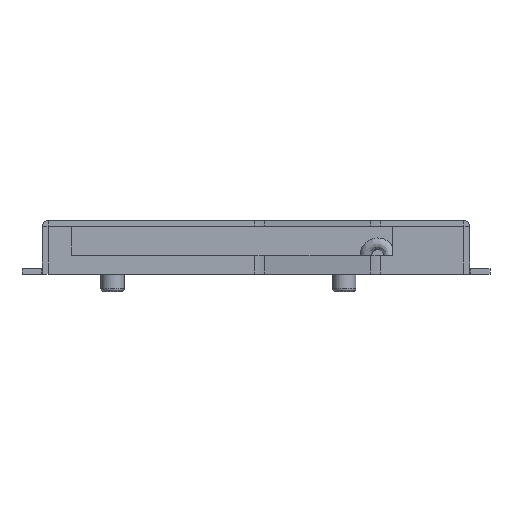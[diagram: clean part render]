
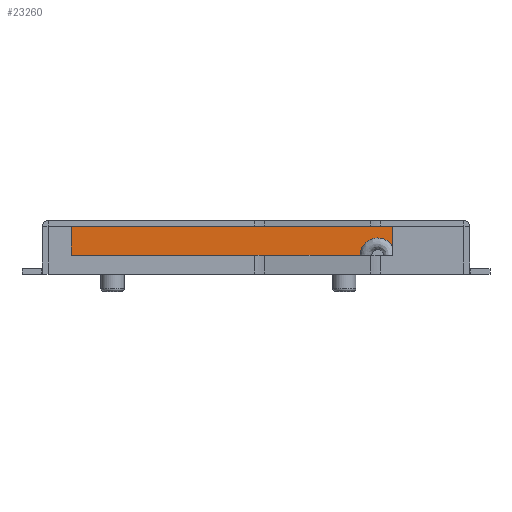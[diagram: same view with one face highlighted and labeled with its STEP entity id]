
A CAD part, front view. The second image highlights one B-rep face of the part: STEP entity #23260.
In plain terms, the highlighted planar face has unit normal (0, -1, 0).
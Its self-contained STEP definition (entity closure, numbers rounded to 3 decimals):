
#1412 = CARTESIAN_POINT ( 'NONE',  ( -6.375, 6.75, -0.2 ) ) ;
#2113 = EDGE_CURVE ( 'NONE', #23365, #9364, #14131, .T. ) ;
#2614 = EDGE_CURVE ( 'NONE', #9364, #19790, #14217, .T. ) ;
#2781 = CARTESIAN_POINT ( 'NONE',  ( 4.725, 6.75, -0.2 ) ) ;
#4566 = CARTESIAN_POINT ( 'NONE',  ( 4.725, 6.75, -1.2 ) ) ;
#8936 = FACE_OUTER_BOUND ( 'NONE', #19901, .T. ) ;
#9364 = VERTEX_POINT ( 'NONE', #1412 ) ;
#9417 = CARTESIAN_POINT ( 'NONE',  ( -6.375, 6.75, -1.2 ) ) ;
#11117 = PLANE ( 'NONE',  #15081 ) ;
#12022 = ORIENTED_EDGE ( 'NONE', *, *, #2113, .T. ) ;
#14131 = LINE ( 'NONE', #32049, #17734 ) ;
#14217 = LINE ( 'NONE', #16829, #14682 ) ;
#14682 = VECTOR ( 'NONE', #26968, 1000. ) ;
#14916 = CARTESIAN_POINT ( 'NONE',  ( 4.725, 6.75, -0.2 ) ) ;
#15081 = AXIS2_PLACEMENT_3D ( 'NONE', #21220, #16401, #23548 ) ;
#15598 = DIRECTION ( 'NONE',  ( 0., 0., 1. ) ) ;
#16029 = ORIENTED_EDGE ( 'NONE', *, *, #2614, .T. ) ;
#16401 = DIRECTION ( 'NONE',  ( 0., -1., 0. ) ) ;
#16742 = DIRECTION ( 'NONE',  ( -1., 0., 0. ) ) ;
#16829 = CARTESIAN_POINT ( 'NONE',  ( -6.375, 6.75, -0.2 ) ) ;
#17734 = VECTOR ( 'NONE', #16742, 1000. ) ;
#18756 = LINE ( 'NONE', #9417, #22478 ) ;
#19790 = VERTEX_POINT ( 'NONE', #30672 ) ;
#19861 = ORIENTED_EDGE ( 'NONE', *, *, #26490, .T. ) ;
#19901 = EDGE_LOOP ( 'NONE', ( #16029, #26509, #19861, #12022 ) ) ;
#20985 = EDGE_CURVE ( 'NONE', #19790, #21047, #18756, .T. ) ;
#21047 = VERTEX_POINT ( 'NONE', #4566 ) ;
#21220 = CARTESIAN_POINT ( 'NONE',  ( 0., 6.75, 0. ) ) ;
#21428 = DIRECTION ( 'NONE',  ( 1., 0., 0. ) ) ;
#22478 = VECTOR ( 'NONE', #21428, 1000. ) ;
#23260 = ADVANCED_FACE ( 'NONE', ( #8936 ), #11117, .T. ) ;
#23365 = VERTEX_POINT ( 'NONE', #14916 ) ;
#23548 = DIRECTION ( 'NONE',  ( 0., 0., -1. ) ) ;
#26490 = EDGE_CURVE ( 'NONE', #21047, #23365, #28036, .T. ) ;
#26509 = ORIENTED_EDGE ( 'NONE', *, *, #20985, .T. ) ;
#26968 = DIRECTION ( 'NONE',  ( 0., 0., -1. ) ) ;
#28036 = LINE ( 'NONE', #2781, #31842 ) ;
#30672 = CARTESIAN_POINT ( 'NONE',  ( -6.375, 6.75, -1.2 ) ) ;
#31842 = VECTOR ( 'NONE', #15598, 1000. ) ;
#32049 = CARTESIAN_POINT ( 'NONE',  ( -6.375, 6.75, -0.2 ) ) ;
